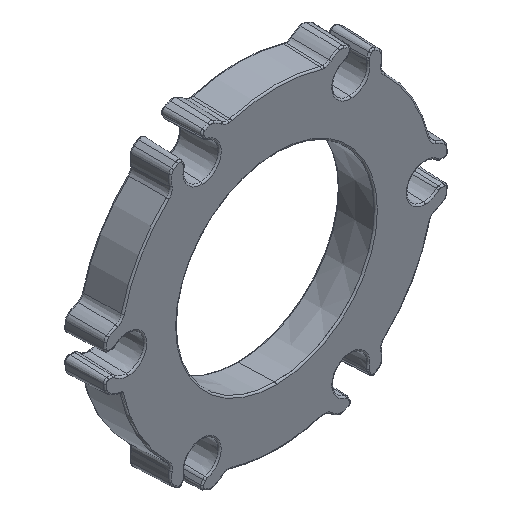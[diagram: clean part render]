
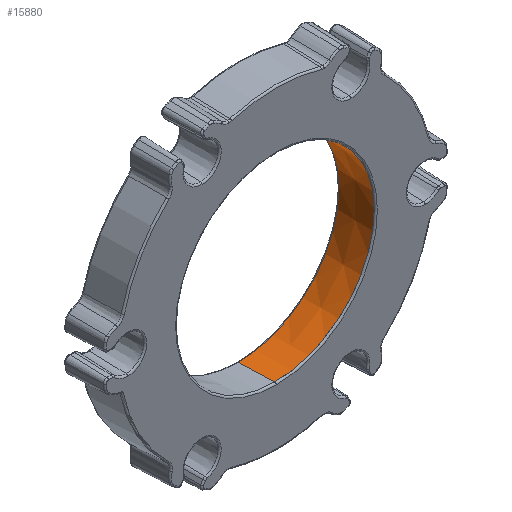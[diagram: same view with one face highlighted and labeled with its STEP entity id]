
A CAD part, isometric view. The second image highlights one B-rep face of the part: STEP entity #15880.
In plain terms, the highlighted conical face has half-angle 2 degrees and reference radius 15.875 mm.
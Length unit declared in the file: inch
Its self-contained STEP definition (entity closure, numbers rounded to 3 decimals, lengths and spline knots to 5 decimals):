
#462 = EDGE_CURVE ( 'NONE', #16410, #4900, #8052, .T. ) ;
#1082 = CONICAL_SURFACE ( 'NONE', #1856, 0.625, 0.035 ) ;
#1502 = FACE_OUTER_BOUND ( 'NONE', #4080, .T. ) ;
#1856 = AXIS2_PLACEMENT_3D ( 'NONE', #3839, #17920, #12307 ) ;
#3839 = CARTESIAN_POINT ( 'NONE',  ( 0.05189, -0.13, -0.02738 ) ) ;
#4066 = ORIENTED_EDGE ( 'NONE', *, *, #462, .T. ) ;
#4080 = EDGE_LOOP ( 'NONE', ( #4066, #13327, #16379, #13370 ) ) ;
#4534 = EDGE_CURVE ( 'NONE', #16410, #8443, #14064, .T. ) ;
#4900 = VERTEX_POINT ( 'NONE', #17560 ) ;
#5117 = DIRECTION ( 'NONE',  ( 0., -1., 0. ) ) ;
#5633 = LINE ( 'NONE', #12406, #15561 ) ;
#6120 = AXIS2_PLACEMENT_3D ( 'NONE', #7040, #16919, #8468 ) ;
#7040 = CARTESIAN_POINT ( 'NONE',  ( 0.05189, 0.11035, -0.02738 ) ) ;
#8052 = CIRCLE ( 'NONE', #10916, 0.62536 ) ;
#8298 = CARTESIAN_POINT ( 'NONE',  ( 0.05189, 0.11035, 0.60601 ) ) ;
#8443 = VERTEX_POINT ( 'NONE', #11004 ) ;
#8468 = DIRECTION ( 'NONE',  ( 0., 0., -1. ) ) ;
#10273 = VERTEX_POINT ( 'NONE', #8298 ) ;
#10346 = VECTOR ( 'NONE', #13645, 39.37008 ) ;
#10618 = EDGE_CURVE ( 'NONE', #4900, #10273, #5633, .T. ) ;
#10846 = CARTESIAN_POINT ( 'NONE',  ( 0.05189, -0.13, -0.65238 ) ) ;
#10916 = AXIS2_PLACEMENT_3D ( 'NONE', #18195, #5117, #12420 ) ;
#11004 = CARTESIAN_POINT ( 'NONE',  ( 0.05189, 0.11035, -0.66078 ) ) ;
#11697 = CIRCLE ( 'NONE', #6120, 0.63339 ) ;
#12307 = DIRECTION ( 'NONE',  ( 0., 0., -1. ) ) ;
#12406 = CARTESIAN_POINT ( 'NONE',  ( 0.05189, -0.13, 0.59762 ) ) ;
#12420 = DIRECTION ( 'NONE',  ( 0., 0., 1. ) ) ;
#13327 = ORIENTED_EDGE ( 'NONE', *, *, #10618, .T. ) ;
#13370 = ORIENTED_EDGE ( 'NONE', *, *, #4534, .F. ) ;
#13636 = CARTESIAN_POINT ( 'NONE',  ( 0.05189, -0.11965, -0.65275 ) ) ;
#13645 = DIRECTION ( 'NONE',  ( 0., 0.999, -0.035 ) ) ;
#14064 = LINE ( 'NONE', #10846, #10346 ) ;
#15074 = EDGE_CURVE ( 'NONE', #10273, #8443, #11697, .T. ) ;
#15561 = VECTOR ( 'NONE', #18014, 39.37008 ) ;
#15880 = ADVANCED_FACE ( 'NONE', ( #1502 ), #1082, .F. ) ;
#16379 = ORIENTED_EDGE ( 'NONE', *, *, #15074, .T. ) ;
#16410 = VERTEX_POINT ( 'NONE', #13636 ) ;
#16919 = DIRECTION ( 'NONE',  ( 0., 1., 0. ) ) ;
#17560 = CARTESIAN_POINT ( 'NONE',  ( 0.05189, -0.11965, 0.59798 ) ) ;
#17920 = DIRECTION ( 'NONE',  ( 0., 1., 0. ) ) ;
#18014 = DIRECTION ( 'NONE',  ( 0., 0.999, 0.035 ) ) ;
#18195 = CARTESIAN_POINT ( 'NONE',  ( 0.05189, -0.11965, -0.02738 ) ) ;
